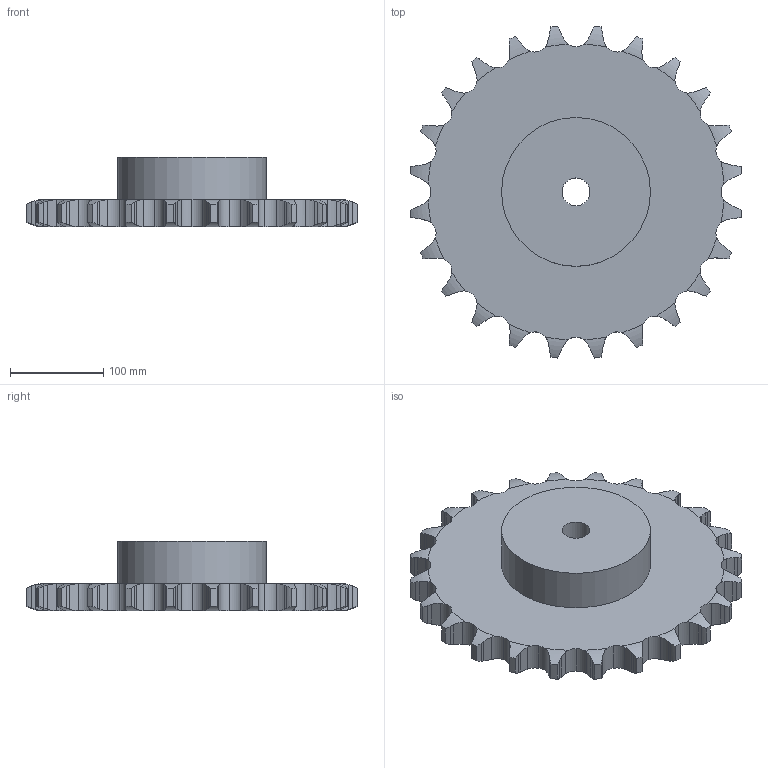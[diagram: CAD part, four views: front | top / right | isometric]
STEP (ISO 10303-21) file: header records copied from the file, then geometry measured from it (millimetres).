
FILE_DESCRIPTION(('FreeCAD Model'),'2;1');
FILE_NAME('Open CASCADE Shape Model','2021-06-27T08:35:42',('FreeCAD'),( 'FreeCAD'),'Open CASCADE STEP processor 7.4','FreeCAD','Unknown');
FILE_SCHEMA(('AUTOMOTIVE_DESIGN { 1 0 10303 214 1 1 1 1 }'));
Length unit declared in the file: millimetre
Products named in the file (1): Open CASCADE STEP translator 7.4 17
Bounding box: 356.77 x 356.77 x 75 mm (x, y, z)
Volume: 3371122.1 mm3; surface area: 245423.3 mm2
Topology: 1 solids, 1 shells, 270 faces, 799 edges, 533 vertices
Faces by surface type: cylinder 170, plane 52, torus 48
Full cylindrical faces by diameter (mm): 30 x1, 160 x1
Entity records: 24898 total; most frequent: CARTESIAN_POINT 11409, DIRECTION 1839, ORIENTED_EDGE 1598, PCURVE 1598, DEFINITIONAL_REPRESENTATION 1598, B_SPLINE_CURVE_WITH_KNOTS 1152, LINE 898, VECTOR 898
